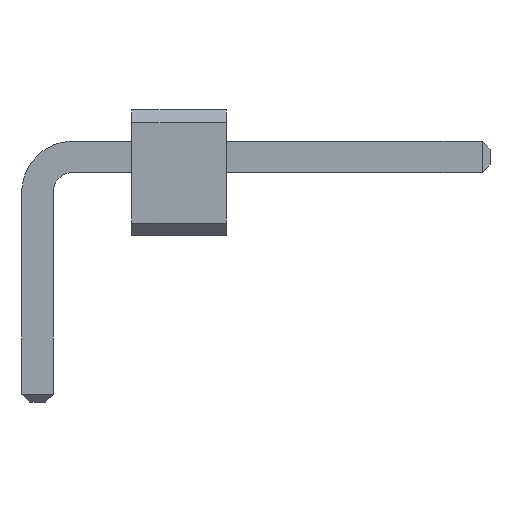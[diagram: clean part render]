
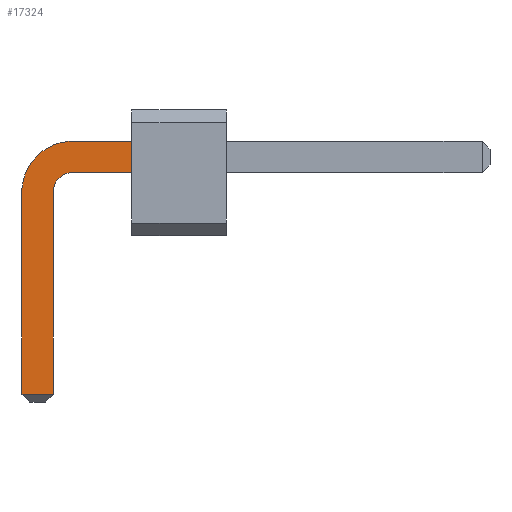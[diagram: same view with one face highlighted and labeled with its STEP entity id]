
A CAD part, front view. The second image highlights one B-rep face of the part: STEP entity #17324.
In plain terms, the highlighted planar face has unit normal (0, -1, 0).
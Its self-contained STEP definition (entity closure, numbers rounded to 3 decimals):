
#5500 = VERTEX_POINT('',#5501);
#5501 = CARTESIAN_POINT('',(1.5,-64.25,0.75));
#5516 = VERTEX_POINT('',#5517);
#5517 = CARTESIAN_POINT('',(1.5,-64.25,1.25));
#5523 = EDGE_CURVE('',#5516,#5500,#5524,.T.);
#5524 = LINE('',#5525,#5526);
#5525 = CARTESIAN_POINT('',(1.5,-64.25,0.499));
#5526 = VECTOR('',#5527,1.);
#5527 = DIRECTION('',(0.,0.,-1.));
#17306 = EDGE_CURVE('',#5500,#17307,#17309,.T.);
#17307 = VERTEX_POINT('',#17308);
#17308 = CARTESIAN_POINT('',(0.5,-64.25,0.75));
#17309 = LINE('',#17310,#17311);
#17310 = CARTESIAN_POINT('',(7.2,-64.25,0.75));
#17311 = VECTOR('',#17312,1.);
#17312 = DIRECTION('',(-1.,0.,0.));
#17324 = ADVANCED_FACE('',(#17325),#17377,.F.);
#17325 = FACE_BOUND('',#17326,.F.);
#17326 = EDGE_LOOP('',(#17327,#17328,#17329,#17338,#17346,#17354,#17362,
#17371));
#17327 = ORIENTED_EDGE('',*,*,#5523,.T.);
#17328 = ORIENTED_EDGE('',*,*,#17306,.T.);
#17329 = ORIENTED_EDGE('',*,*,#17330,.T.);
#17330 = EDGE_CURVE('',#17307,#17331,#17333,.T.);
#17331 = VERTEX_POINT('',#17332);
#17332 = CARTESIAN_POINT('',(0.25,-64.25,0.5));
#17333 = CIRCLE('',#17334,0.324);
#17334 = AXIS2_PLACEMENT_3D('',#17335,#17336,#17337);
#17335 = CARTESIAN_POINT('',(0.567,-64.25,0.433));
#17336 = DIRECTION('',(0.,-1.,0.));
#17337 = DIRECTION('',(-0.207,0.,0.978
));
#17338 = ORIENTED_EDGE('',*,*,#17339,.T.);
#17339 = EDGE_CURVE('',#17331,#17340,#17342,.T.);
#17340 = VERTEX_POINT('',#17341);
#17341 = CARTESIAN_POINT('',(0.25,-64.25,-2.775));
#17342 = LINE('',#17343,#17344);
#17343 = CARTESIAN_POINT('',(0.25,-64.25,0.5));
#17344 = VECTOR('',#17345,1.);
#17345 = DIRECTION('',(0.,0.,-1.));
#17346 = ORIENTED_EDGE('',*,*,#17347,.T.);
#17347 = EDGE_CURVE('',#17340,#17348,#17350,.T.);
#17348 = VERTEX_POINT('',#17349);
#17349 = CARTESIAN_POINT('',(-0.25,-64.25,-2.775));
#17350 = LINE('',#17351,#17352);
#17351 = CARTESIAN_POINT('',(0.25,-64.25,-2.775));
#17352 = VECTOR('',#17353,1.);
#17353 = DIRECTION('',(-1.,0.,0.));
#17354 = ORIENTED_EDGE('',*,*,#17355,.T.);
#17355 = EDGE_CURVE('',#17348,#17356,#17358,.T.);
#17356 = VERTEX_POINT('',#17357);
#17357 = CARTESIAN_POINT('',(-0.25,-64.25,0.5));
#17358 = LINE('',#17359,#17360);
#17359 = CARTESIAN_POINT('',(-0.25,-64.25,-2.9));
#17360 = VECTOR('',#17361,1.);
#17361 = DIRECTION('',(0.,0.,1.));
#17362 = ORIENTED_EDGE('',*,*,#17363,.T.);
#17363 = EDGE_CURVE('',#17356,#17364,#17366,.T.);
#17364 = VERTEX_POINT('',#17365);
#17365 = CARTESIAN_POINT('',(0.5,-64.25,1.25));
#17366 = CIRCLE('',#17367,0.808);
#17367 = AXIS2_PLACEMENT_3D('',#17368,#17369,#17370);
#17368 = CARTESIAN_POINT('',(0.556,-64.25,0.444));
#17369 = DIRECTION('',(0.,1.,0.));
#17370 = DIRECTION('',(-0.998,0.,
0.069));
#17371 = ORIENTED_EDGE('',*,*,#17372,.T.);
#17372 = EDGE_CURVE('',#17364,#5516,#17373,.T.);
#17373 = LINE('',#17374,#17375);
#17374 = CARTESIAN_POINT('',(0.5,-64.25,1.25));
#17375 = VECTOR('',#17376,1.);
#17376 = DIRECTION('',(1.,0.,0.));
#17377 = PLANE('',#17378);
#17378 = AXIS2_PLACEMENT_3D('',#17379,#17380,#17381);
#17379 = CARTESIAN_POINT('',(2.437,-64.25,0.248));
#17380 = DIRECTION('',(0.,1.,-0.));
#17381 = DIRECTION('',(0.,0.,-1.));
